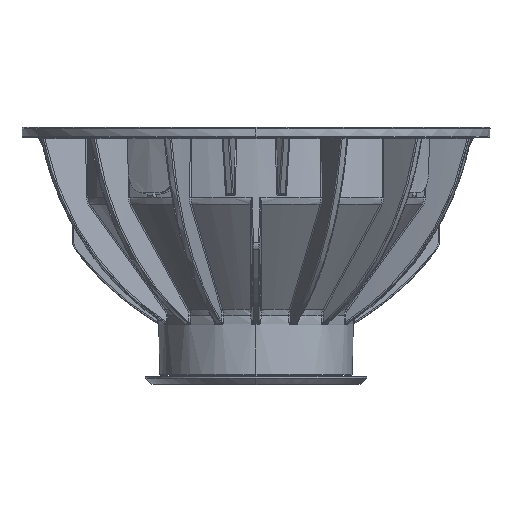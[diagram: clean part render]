
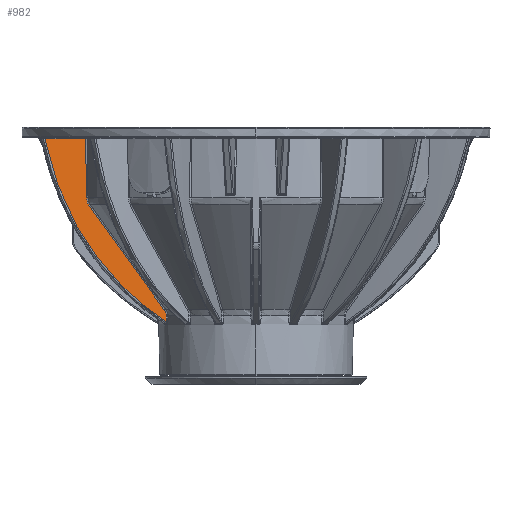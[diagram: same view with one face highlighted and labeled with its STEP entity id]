
A CAD part, left-side view. The second image highlights one B-rep face of the part: STEP entity #982.
In plain terms, the highlighted free-form (B-spline) face has degree [3, 1] with [10, 2] control points.
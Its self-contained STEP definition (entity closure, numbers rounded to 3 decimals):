
#36=B_SPLINE_SURFACE_WITH_KNOTS('',3,1,((#43770,#43771),(#43772,#43773),
(#43774,#43775),(#43776,#43777),(#43778,#43779),(#43780,#43781),(#43782,
#43783),(#43784,#43785),(#43786,#43787),(#43788,#43789)),.UNSPECIFIED.,
 .F.,.F.,.F.,(4,2,2,2,4),(2,2),(0.,24.108,48.217,72.325,
96.434),(0.,182.046),.UNSPECIFIED.);
#982=ADVANCED_FACE('',(#2082),#36,.T.);
#2082=FACE_OUTER_BOUND('',#3177,.T.);
#3177=EDGE_LOOP('',(#7527,#7528,#7529,#7530,#7531,#7532,#7533));
#7527=ORIENTED_EDGE('',*,*,#10148,.F.);
#7528=ORIENTED_EDGE('',*,*,#10153,.F.);
#7529=ORIENTED_EDGE('',*,*,#10160,.F.);
#7530=ORIENTED_EDGE('',*,*,#10165,.F.);
#7531=ORIENTED_EDGE('',*,*,#10411,.F.);
#7532=ORIENTED_EDGE('',*,*,#10139,.F.);
#7533=ORIENTED_EDGE('',*,*,#10141,.F.);
#10139=EDGE_CURVE('',#14918,#14922,#12407,.T.);
#10141=EDGE_CURVE('',#14924,#14918,#12409,.T.);
#10148=EDGE_CURVE('',#14928,#14924,#12415,.T.);
#10153=EDGE_CURVE('',#14932,#14928,#12420,.T.);
#10160=EDGE_CURVE('',#14936,#14932,#12427,.T.);
#10165=EDGE_CURVE('',#14940,#14936,#12430,.T.);
#10411=EDGE_CURVE('',#14922,#14940,#13459,.T.);
#12407=(
BOUNDED_CURVE()
B_SPLINE_CURVE(3,(#53441,#53442,#53443,#53444,#53445,#53446,#53447),
 .UNSPECIFIED.,.F.,.F.)
B_SPLINE_CURVE_WITH_KNOTS((4,3,4),(0.,0.5,1.),
 .UNSPECIFIED.)
CURVE()
GEOMETRIC_REPRESENTATION_ITEM()
RATIONAL_B_SPLINE_CURVE((1.,1.,1.,1.,
1.,1.,1.))
REPRESENTATION_ITEM('')
);
#12409=(
BOUNDED_CURVE()
B_SPLINE_CURVE(3,(#53452,#53453,#53454,#53455),.UNSPECIFIED.,.F.,.F.)
B_SPLINE_CURVE_WITH_KNOTS((4,4),(0.,24.045),.UNSPECIFIED.)
CURVE()
GEOMETRIC_REPRESENTATION_ITEM()
RATIONAL_B_SPLINE_CURVE((1.,1.,1.,1.))
REPRESENTATION_ITEM('')
);
#12415=(
BOUNDED_CURVE()
B_SPLINE_CURVE(3,(#53489,#53490,#53491,#53492),.UNSPECIFIED.,.F.,.F.)
B_SPLINE_CURVE_WITH_KNOTS((4,4),(0.,1.),.UNSPECIFIED.)
CURVE()
GEOMETRIC_REPRESENTATION_ITEM()
RATIONAL_B_SPLINE_CURVE((1.,1.,1.,1.))
REPRESENTATION_ITEM('')
);
#12420=(
BOUNDED_CURVE()
B_SPLINE_CURVE(3,(#53508,#53509,#53510,#53511),.UNSPECIFIED.,.F.,.F.)
B_SPLINE_CURVE_WITH_KNOTS((4,4),(0.,54.149),.UNSPECIFIED.)
CURVE()
GEOMETRIC_REPRESENTATION_ITEM()
RATIONAL_B_SPLINE_CURVE((1.,1.,1.,1.))
REPRESENTATION_ITEM('')
);
#12427=(
BOUNDED_CURVE()
B_SPLINE_CURVE(3,(#53533,#53534,#53535,#53536),.UNSPECIFIED.,.F.,.F.)
B_SPLINE_CURVE_WITH_KNOTS((4,4),(0.,1.),.UNSPECIFIED.)
CURVE()
GEOMETRIC_REPRESENTATION_ITEM()
RATIONAL_B_SPLINE_CURVE((1.,1.,1.,1.))
REPRESENTATION_ITEM('')
);
#12430=(
BOUNDED_CURVE()
B_SPLINE_CURVE(3,(#53548,#53549,#53550,#53551),.UNSPECIFIED.,.F.,.F.)
B_SPLINE_CURVE_WITH_KNOTS((4,4),(0.,1.),.UNSPECIFIED.)
CURVE()
GEOMETRIC_REPRESENTATION_ITEM()
RATIONAL_B_SPLINE_CURVE((1.,1.,1.,1.))
REPRESENTATION_ITEM('')
);
#13459=B_SPLINE_CURVE_WITH_KNOTS('',3,(#54630,#54631,#54632,#54633,#54634,
#54635),.UNSPECIFIED.,.F.,.F.,(4,2,4),(0.,0.5,1.),.UNSPECIFIED.);
#14918=VERTEX_POINT('',#47017);
#14922=VERTEX_POINT('',#47021);
#14924=VERTEX_POINT('',#47023);
#14928=VERTEX_POINT('',#47027);
#14932=VERTEX_POINT('',#47031);
#14936=VERTEX_POINT('',#47035);
#14940=VERTEX_POINT('',#47039);
#43770=CARTESIAN_POINT('',(-39.657,83.987,173.252));
#43771=CARTESIAN_POINT('',(-35.06,85.242,-8.728));
#43772=CARTESIAN_POINT('',(-39.004,82.377,165.408));
#43773=CARTESIAN_POINT('',(-34.463,83.835,-16.575));
#43774=CARTESIAN_POINT('',(-38.054,80.084,157.733));
#43775=CARTESIAN_POINT('',(-33.533,81.592,-24.247));
#43776=CARTESIAN_POINT('',(-35.569,74.075,143.062));
#43777=CARTESIAN_POINT('',(-31.083,75.684,-38.918));
#43778=CARTESIAN_POINT('',(-34.035,70.371,136.065));
#43779=CARTESIAN_POINT('',(-29.56,72.009,-45.915));
#43780=CARTESIAN_POINT('',(-30.447,61.705,123.052));
#43781=CARTESIAN_POINT('',(-25.989,63.391,-58.928));
#43782=CARTESIAN_POINT('',(-28.392,56.745,117.036));
#43783=CARTESIAN_POINT('',(-23.942,58.449,-64.944));
#43784=CARTESIAN_POINT('',(-23.852,45.782,106.247));
#43785=CARTESIAN_POINT('',(-19.413,47.515,-75.733));
#43786=CARTESIAN_POINT('',(-21.365,39.779,101.474));
#43787=CARTESIAN_POINT('',(-16.931,41.525,-80.506));
#43788=CARTESIAN_POINT('',(-18.717,33.385,97.427));
#43789=CARTESIAN_POINT('',(-14.287,35.141,-84.554));
#47017=CARTESIAN_POINT('',(-31.439,67.473,81.775));
#47021=CARTESIAN_POINT('',(-37.195,84.082,81.775));
#47023=CARTESIAN_POINT('',(-30.646,67.145,57.745));
#47027=CARTESIAN_POINT('',(-30.206,66.183,54.798));
#47031=CARTESIAN_POINT('',(-17.155,35.507,12.136));
#47035=CARTESIAN_POINT('',(-16.787,34.744,9.778));
#47039=CARTESIAN_POINT('',(-16.704,34.712,7.29));
#53441=CARTESIAN_POINT('',(-31.439,67.473,81.775));
#53442=CARTESIAN_POINT('',(-32.459,70.225,81.775));
#53443=CARTESIAN_POINT('',(-33.466,72.981,81.775));
#53444=CARTESIAN_POINT('',(-34.442,75.746,81.775));
#53445=CARTESIAN_POINT('',(-35.418,78.511,81.775));
#53446=CARTESIAN_POINT('',(-36.391,81.279,81.775));
#53447=CARTESIAN_POINT('',(-37.195,84.082,81.775));
#53452=CARTESIAN_POINT('',(-30.646,67.145,57.745));
#53453=CARTESIAN_POINT('',(-30.911,67.255,65.755));
#53454=CARTESIAN_POINT('',(-31.175,67.364,73.765));
#53455=CARTESIAN_POINT('',(-31.439,67.473,81.775));
#53489=CARTESIAN_POINT('',(-30.206,66.183,54.798));
#53490=CARTESIAN_POINT('',(-30.456,66.791,55.639));
#53491=CARTESIAN_POINT('',(-30.611,67.13,56.682));
#53492=CARTESIAN_POINT('',(-30.646,67.145,57.745));
#53508=CARTESIAN_POINT('',(-17.155,35.507,12.136));
#53509=CARTESIAN_POINT('',(-21.589,45.698,26.356));
#53510=CARTESIAN_POINT('',(-25.977,55.909,40.578));
#53511=CARTESIAN_POINT('',(-30.206,66.183,54.798));
#53533=CARTESIAN_POINT('',(-16.787,34.744,9.778));
#53534=CARTESIAN_POINT('',(-16.815,34.756,10.629));
#53535=CARTESIAN_POINT('',(-16.945,35.024,11.463));
#53536=CARTESIAN_POINT('',(-17.155,35.507,12.136));
#53548=CARTESIAN_POINT('',(-16.704,34.712,7.29));
#53549=CARTESIAN_POINT('',(-16.731,34.723,8.12));
#53550=CARTESIAN_POINT('',(-16.759,34.734,8.949));
#53551=CARTESIAN_POINT('',(-16.787,34.744,9.778));
#54630=CARTESIAN_POINT('',(-37.195,84.082,81.775));
#54631=CARTESIAN_POINT('',(-35.894,81.016,66.323));
#54632=CARTESIAN_POINT('',(-33.429,75.062,51.764));
#54633=CARTESIAN_POINT('',(-26.388,58.085,26.145));
#54634=CARTESIAN_POINT('',(-21.88,47.211,15.343));
#54635=CARTESIAN_POINT('',(-16.704,34.712,7.29));
